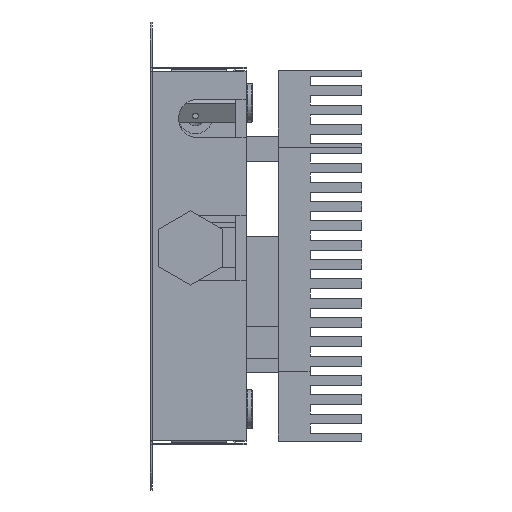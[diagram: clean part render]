
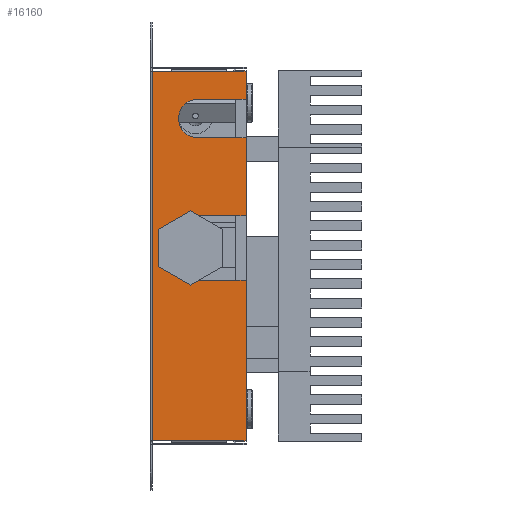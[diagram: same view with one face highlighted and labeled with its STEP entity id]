
A CAD part, left-side view. The second image highlights one B-rep face of the part: STEP entity #16160.
In plain terms, the highlighted planar face has unit normal (-1, 0, 0).
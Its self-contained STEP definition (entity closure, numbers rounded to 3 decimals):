
#45 = VECTOR ( 'NONE', #20988, 1000. ) ;
#640 = CARTESIAN_POINT ( 'NONE',  ( -35.49, 77.876, 73.594 ) ) ;
#819 = EDGE_CURVE ( 'NONE', #20348, #26690, #8392, .T. ) ;
#977 = LINE ( 'NONE', #19231, #27211 ) ;
#1080 = EDGE_CURVE ( 'NONE', #2019, #13347, #24807, .T. ) ;
#1127 = DIRECTION ( 'NONE',  ( 0., 0., -1. ) ) ;
#1383 = ORIENTED_EDGE ( 'NONE', *, *, #20694, .F. ) ;
#1611 = CARTESIAN_POINT ( 'NONE',  ( -35.49, 77.876, 130.994 ) ) ;
#1649 = FACE_OUTER_BOUND ( 'NONE', #14558, .T. ) ;
#2019 = VERTEX_POINT ( 'NONE', #4280 ) ;
#2040 = VERTEX_POINT ( 'NONE', #2997 ) ;
#2047 = CARTESIAN_POINT ( 'NONE',  ( -35.49, 63.276, 108.544 ) ) ;
#2313 = EDGE_CURVE ( 'NONE', #7003, #20348, #24415, .T. ) ;
#2493 = AXIS2_PLACEMENT_3D ( 'NONE', #11386, #10766, #7011 ) ;
#2758 = VERTEX_POINT ( 'NONE', #3918 ) ;
#2997 = CARTESIAN_POINT ( 'NONE',  ( -35.49, 74.876, 73.594 ) ) ;
#3369 = VERTEX_POINT ( 'NONE', #12955 ) ;
#3429 = EDGE_CURVE ( 'NONE', #12325, #7003, #17270, .T. ) ;
#3848 = VECTOR ( 'NONE', #6062, 1000. ) ;
#3918 = CARTESIAN_POINT ( 'NONE',  ( -35.49, 77.876, 130.994 ) ) ;
#3932 = ORIENTED_EDGE ( 'NONE', *, *, #9777, .T. ) ;
#4013 = EDGE_CURVE ( 'NONE', #4732, #4152, #16602, .T. ) ;
#4127 = DIRECTION ( 'NONE',  ( -1., 0., 0. ) ) ;
#4152 = VERTEX_POINT ( 'NONE', #25631 ) ;
#4280 = CARTESIAN_POINT ( 'NONE',  ( -35.49, 63.276, 130.994 ) ) ;
#4363 = VERTEX_POINT ( 'NONE', #640 ) ;
#4368 = EDGE_CURVE ( 'NONE', #23723, #4732, #26209, .T. ) ;
#4732 = VERTEX_POINT ( 'NONE', #19418 ) ;
#4894 = LINE ( 'NONE', #25774, #9940 ) ;
#5530 = VERTEX_POINT ( 'NONE', #11946 ) ;
#5669 = DIRECTION ( 'NONE',  ( 0., -1., 0. ) ) ;
#6062 = DIRECTION ( 'NONE',  ( 0., 1., 0. ) ) ;
#6355 = ORIENTED_EDGE ( 'NONE', *, *, #6363, .F. ) ;
#6363 = EDGE_CURVE ( 'NONE', #13347, #23723, #25456, .T. ) ;
#6457 = CARTESIAN_POINT ( 'NONE',  ( -35.49, 71.858, 98.544 ) ) ;
#6966 = DIRECTION ( 'NONE',  ( 0., -1., 0. ) ) ;
#7001 = VECTOR ( 'NONE', #14835, 1000. ) ;
#7003 = VERTEX_POINT ( 'NONE', #24997 ) ;
#7011 = DIRECTION ( 'NONE',  ( 0., 0., 1. ) ) ;
#7578 = CARTESIAN_POINT ( 'NONE',  ( -35.49, 63.276, 130.994 ) ) ;
#7745 = VERTEX_POINT ( 'NONE', #7826 ) ;
#7826 = CARTESIAN_POINT ( 'NONE',  ( -35.49, 74.876, 130.994 ) ) ;
#8046 = VECTOR ( 'NONE', #21647, 1000. ) ;
#8368 = CARTESIAN_POINT ( 'NONE',  ( -35.49, 77.876, 124.144 ) ) ;
#8392 = LINE ( 'NONE', #6457, #13407 ) ;
#8521 = LINE ( 'NONE', #17527, #19115 ) ;
#8794 = DIRECTION ( 'NONE',  ( 0., 1., 0. ) ) ;
#9084 = DIRECTION ( 'NONE',  ( 0., 0., -1. ) ) ;
#9164 = ORIENTED_EDGE ( 'NONE', *, *, #4013, .F. ) ;
#9572 = LINE ( 'NONE', #1611, #3848 ) ;
#9777 = EDGE_CURVE ( 'NONE', #2019, #5530, #4894, .T. ) ;
#9940 = VECTOR ( 'NONE', #15460, 1000. ) ;
#10061 = VECTOR ( 'NONE', #16585, 1000. ) ;
#10668 = EDGE_CURVE ( 'NONE', #5530, #7745, #9572, .T. ) ;
#10766 = DIRECTION ( 'NONE',  ( -1., 0., 0. ) ) ;
#11156 = AXIS2_PLACEMENT_3D ( 'NONE', #13556, #13462, #13279 ) ;
#11386 = CARTESIAN_POINT ( 'NONE',  ( -35.49, 70.776, 123.644 ) ) ;
#11513 = VERTEX_POINT ( 'NONE', #15160 ) ;
#11562 = EDGE_CURVE ( 'NONE', #2758, #4363, #8521, .T. ) ;
#11865 = DIRECTION ( 'NONE',  ( 0., 1., 0. ) ) ;
#11946 = CARTESIAN_POINT ( 'NONE',  ( -35.49, 66.276, 130.994 ) ) ;
#12325 = VERTEX_POINT ( 'NONE', #2047 ) ;
#12562 = ORIENTED_EDGE ( 'NONE', *, *, #11562, .T. ) ;
#12616 = CARTESIAN_POINT ( 'NONE',  ( -35.49, 70.776, 126.644 ) ) ;
#12674 = CARTESIAN_POINT ( 'NONE',  ( -35.49, 63.276, 73.594 ) ) ;
#12955 = CARTESIAN_POINT ( 'NONE',  ( -35.49, 63.276, 73.594 ) ) ;
#13038 = CARTESIAN_POINT ( 'NONE',  ( -35.49, 70.776, 126.644 ) ) ;
#13279 = DIRECTION ( 'NONE',  ( 0., 0., 1. ) ) ;
#13347 = VERTEX_POINT ( 'NONE', #23932 ) ;
#13407 = VECTOR ( 'NONE', #5669, 1000. ) ;
#13462 = DIRECTION ( 'NONE',  ( -1., 0., 0. ) ) ;
#13556 = CARTESIAN_POINT ( 'NONE',  ( -35.49, 71.858, 103.544 ) ) ;
#13693 = VECTOR ( 'NONE', #25874, 1000. ) ;
#14558 = EDGE_LOOP ( 'NONE', ( #1383, #20420, #21339, #26407, #21547, #25879, #17121, #24625, #9164, #20277, #6355, #18580, #3932, #22258, #20111, #12562 ) ) ;
#14835 = DIRECTION ( 'NONE',  ( 0., 1., 0. ) ) ;
#15160 = CARTESIAN_POINT ( 'NONE',  ( -35.49, 66.276, 73.594 ) ) ;
#15460 = DIRECTION ( 'NONE',  ( 0., 1., 0. ) ) ;
#15569 = EDGE_CURVE ( 'NONE', #4152, #12325, #25245, .T. ) ;
#16160 = ADVANCED_FACE ( 'NONE', ( #1649 ), #16916, .T. ) ;
#16585 = DIRECTION ( 'NONE',  ( 0., 1., 0. ) ) ;
#16602 = LINE ( 'NONE', #23553, #21441 ) ;
#16758 = CARTESIAN_POINT ( 'NONE',  ( -35.49, 63.276, 98.544 ) ) ;
#16916 = PLANE ( 'NONE',  #26190 ) ;
#17121 = ORIENTED_EDGE ( 'NONE', *, *, #3429, .F. ) ;
#17270 = LINE ( 'NONE', #19490, #45 ) ;
#17527 = CARTESIAN_POINT ( 'NONE',  ( -35.49, 77.876, 124.144 ) ) ;
#18306 = CARTESIAN_POINT ( 'NONE',  ( -35.49, 63.276, 124.144 ) ) ;
#18516 = VECTOR ( 'NONE', #11865, 1000. ) ;
#18580 = ORIENTED_EDGE ( 'NONE', *, *, #1080, .F. ) ;
#18997 = DIRECTION ( 'NONE',  ( 0., 0., 1. ) ) ;
#19115 = VECTOR ( 'NONE', #9084, 1000. ) ;
#19231 = CARTESIAN_POINT ( 'NONE',  ( -35.49, 63.276, 124.144 ) ) ;
#19261 = LINE ( 'NONE', #23805, #13693 ) ;
#19418 = CARTESIAN_POINT ( 'NONE',  ( -35.49, 70.776, 120.644 ) ) ;
#19490 = CARTESIAN_POINT ( 'NONE',  ( -35.49, 71.858, 108.544 ) ) ;
#19878 = VECTOR ( 'NONE', #8794, 1000. ) ;
#20111 = ORIENTED_EDGE ( 'NONE', *, *, #23337, .T. ) ;
#20277 = ORIENTED_EDGE ( 'NONE', *, *, #4368, .F. ) ;
#20348 = VERTEX_POINT ( 'NONE', #25917 ) ;
#20399 = VECTOR ( 'NONE', #1127, 1000. ) ;
#20420 = ORIENTED_EDGE ( 'NONE', *, *, #21046, .T. ) ;
#20694 = EDGE_CURVE ( 'NONE', #2040, #4363, #23807, .T. ) ;
#20988 = DIRECTION ( 'NONE',  ( 0., 1., 0. ) ) ;
#21046 = EDGE_CURVE ( 'NONE', #2040, #11513, #19261, .T. ) ;
#21339 = ORIENTED_EDGE ( 'NONE', *, *, #21503, .F. ) ;
#21441 = VECTOR ( 'NONE', #6966, 1000. ) ;
#21503 = EDGE_CURVE ( 'NONE', #3369, #11513, #24744, .T. ) ;
#21547 = ORIENTED_EDGE ( 'NONE', *, *, #819, .F. ) ;
#21647 = DIRECTION ( 'NONE',  ( 0., 0., -1. ) ) ;
#22258 = ORIENTED_EDGE ( 'NONE', *, *, #10668, .T. ) ;
#22722 = LINE ( 'NONE', #7578, #18516 ) ;
#23337 = EDGE_CURVE ( 'NONE', #7745, #2758, #22722, .T. ) ;
#23386 = DIRECTION ( 'NONE',  ( 0., 0., -1. ) ) ;
#23553 = CARTESIAN_POINT ( 'NONE',  ( -35.49, 70.776, 120.644 ) ) ;
#23723 = VERTEX_POINT ( 'NONE', #12616 ) ;
#23756 = CARTESIAN_POINT ( 'NONE',  ( -35.49, 63.276, 131.644 ) ) ;
#23805 = CARTESIAN_POINT ( 'NONE',  ( -35.49, 77.876, 73.594 ) ) ;
#23807 = LINE ( 'NONE', #12674, #7001 ) ;
#23860 = CARTESIAN_POINT ( 'NONE',  ( -35.49, 63.276, 73.594 ) ) ;
#23932 = CARTESIAN_POINT ( 'NONE',  ( -35.49, 63.276, 126.644 ) ) ;
#24415 = CIRCLE ( 'NONE', #11156, 5. ) ;
#24625 = ORIENTED_EDGE ( 'NONE', *, *, #15569, .F. ) ;
#24744 = LINE ( 'NONE', #23860, #19878 ) ;
#24807 = LINE ( 'NONE', #23756, #8046 ) ;
#24997 = CARTESIAN_POINT ( 'NONE',  ( -35.49, 71.858, 108.544 ) ) ;
#25196 = EDGE_CURVE ( 'NONE', #26690, #3369, #977, .T. ) ;
#25245 = LINE ( 'NONE', #18306, #20399 ) ;
#25456 = LINE ( 'NONE', #13038, #10061 ) ;
#25631 = CARTESIAN_POINT ( 'NONE',  ( -35.49, 63.276, 120.644 ) ) ;
#25774 = CARTESIAN_POINT ( 'NONE',  ( -35.49, 63.276, 130.994 ) ) ;
#25874 = DIRECTION ( 'NONE',  ( 0., -1., 0. ) ) ;
#25879 = ORIENTED_EDGE ( 'NONE', *, *, #2313, .F. ) ;
#25917 = CARTESIAN_POINT ( 'NONE',  ( -35.49, 71.858, 98.544 ) ) ;
#26190 = AXIS2_PLACEMENT_3D ( 'NONE', #8368, #4127, #18997 ) ;
#26209 = CIRCLE ( 'NONE', #2493, 3. ) ;
#26407 = ORIENTED_EDGE ( 'NONE', *, *, #25196, .F. ) ;
#26690 = VERTEX_POINT ( 'NONE', #16758 ) ;
#27211 = VECTOR ( 'NONE', #23386, 1000. ) ;
